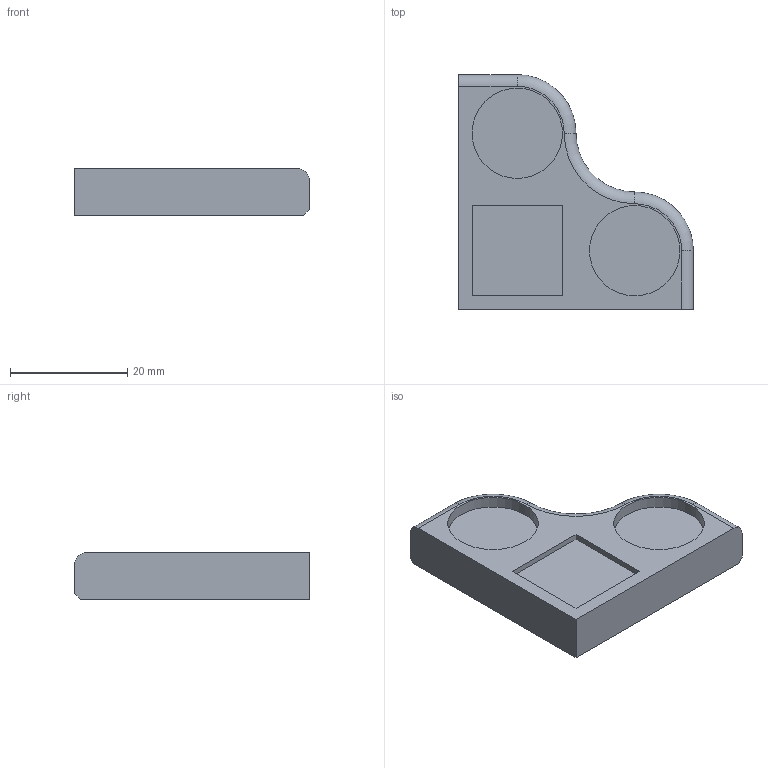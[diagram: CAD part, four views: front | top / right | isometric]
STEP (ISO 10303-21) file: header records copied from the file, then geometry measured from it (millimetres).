
FILE_DESCRIPTION(('FreeCAD Model'),'2;1');
FILE_NAME('Open CASCADE Shape Model','2024-05-03T09:51:26',('Author'),( ''),'Open CASCADE STEP processor 7.6','FreeCAD','Unknown');
FILE_SCHEMA(('AUTOMOTIVE_DESIGN { 1 0 10303 214 1 1 1 1 }'));
Length unit declared in the file: millimetre
Products named in the file (1): Body002
Bounding box: 40 x 40 x 8 mm (x, y, z)
Volume: 8318 mm3; surface area: 3752.9 mm2
Topology: 1 solids, 2 shells, 31 faces, 64 edges, 40 vertices
Faces by surface type: plane 17, cylinder 8, cone 3, torus 3
Full cylindrical faces by diameter (mm): 4.3 x1, 15.4 x2
Entity records: 838 total; most frequent: DIRECTION 152, CARTESIAN_POINT 136, ORIENTED_EDGE 128, EDGE_CURVE 64, AXIS2_PLACEMENT_3D 56, VERTEX_POINT 40, LINE 40, VECTOR 40
